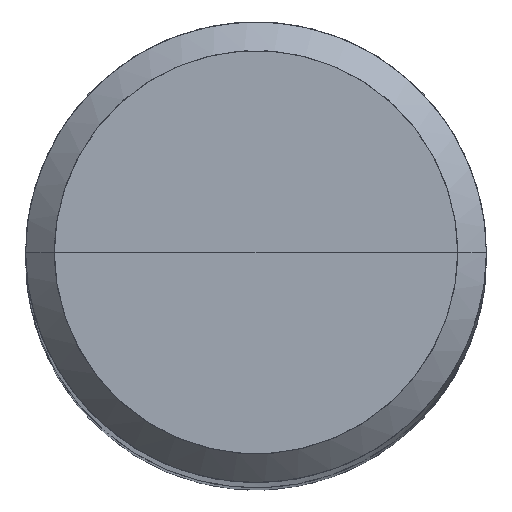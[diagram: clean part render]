
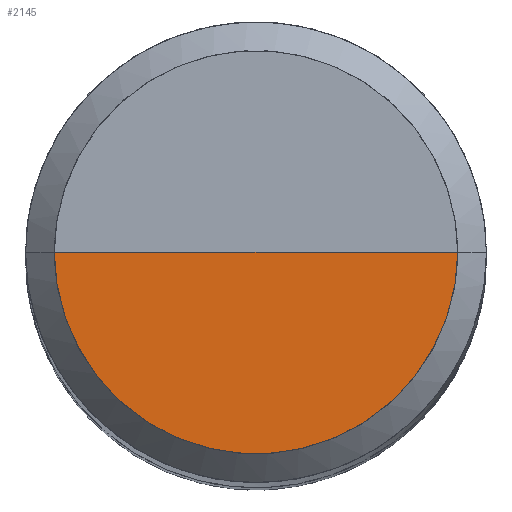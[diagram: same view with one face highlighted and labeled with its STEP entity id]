
A CAD part, top view. The second image highlights one B-rep face of the part: STEP entity #2145.
In plain terms, the highlighted free-form (B-spline) face has degree [1, 2] with [2, 5] control points.
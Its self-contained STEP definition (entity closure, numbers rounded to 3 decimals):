
#1790=CARTESIAN_POINT('',(3.5,0.0,47.0));
#1794=CARTESIAN_POINT('',(-3.5,0.0,47.0));
#1795=CARTESIAN_POINT('',(0.0,0.0,47.0));
#1802=CARTESIAN_POINT('',(-3.5,-3.5,47.0));
#1803=CARTESIAN_POINT('',(0.0,-3.5,47.0));
#1804=CARTESIAN_POINT('',(3.5,-3.5,47.0));
#2130=(
BOUNDED_SURFACE()
B_SPLINE_SURFACE(1,2,(
(#1794,#1802,#1803,#1804,#1790),
(#1795,#1795,#1795,#1795,#1795)
), .UNSPECIFIED.,.F.,.F.,.F.)
B_SPLINE_SURFACE_WITH_KNOTS((2,2),(3,2,3),(
0.0,1.0),(
0.0,0.5,1.0), .UNSPECIFIED.)
GEOMETRIC_REPRESENTATION_ITEM()
RATIONAL_B_SPLINE_SURFACE(((1.0,0.707,1.0,0.707,1.0),
(1.0,0.707,1.0,0.707,1.0)
))
REPRESENTATION_ITEM('')
SURFACE()
);
#2131=(
BOUNDED_CURVE()
B_SPLINE_CURVE(2,(#1790,#1804,#1803,#1802,#1794),.UNSPECIFIED.,.F.,.F.)
B_SPLINE_CURVE_WITH_KNOTS((3,2,3),
(0.0,0.5,1.0),.UNSPECIFIED.)
CURVE()
GEOMETRIC_REPRESENTATION_ITEM()
RATIONAL_B_SPLINE_CURVE((1.0,0.707,1.0,0.707,1.0))
REPRESENTATION_ITEM('')
);
#2132=(
BOUNDED_CURVE()
B_SPLINE_CURVE(1,(#1794,#1795),.UNSPECIFIED.,.F.,.F.)
B_SPLINE_CURVE_WITH_KNOTS((2,2),
(0.0,1.0),.UNSPECIFIED.)
CURVE()
GEOMETRIC_REPRESENTATION_ITEM()
RATIONAL_B_SPLINE_CURVE((1.0,1.0))
REPRESENTATION_ITEM('')
);
#2133=(
BOUNDED_CURVE()
B_SPLINE_CURVE(1,(#1795,#1790),.UNSPECIFIED.,.F.,.F.)
B_SPLINE_CURVE_WITH_KNOTS((2,2),
(0.0,1.0),.UNSPECIFIED.)
CURVE()
GEOMETRIC_REPRESENTATION_ITEM()
RATIONAL_B_SPLINE_CURVE((1.0,1.0))
REPRESENTATION_ITEM('')
);
#2134=VERTEX_POINT('',#1790);
#2135=VERTEX_POINT('',#1794);
#2136=VERTEX_POINT('',#1795);
#2137=EDGE_CURVE('',#2134,#2135,#2131,.T.);
#2138=EDGE_CURVE('',#2135,#2136,#2132,.T.);
#2139=EDGE_CURVE('',#2136,#2134,#2133,.T.);
#2140=ORIENTED_EDGE('',*,*,#2137,.T.);
#2141=ORIENTED_EDGE('',*,*,#2138,.T.);
#2142=ORIENTED_EDGE('',*,*,#2139,.T.);
#2143=EDGE_LOOP('',(#2140,#2141,#2142));
#2144=FACE_OUTER_BOUND('',#2143,.T.);
#2145=ADVANCED_FACE('',(#2144),#2130,.T.);
